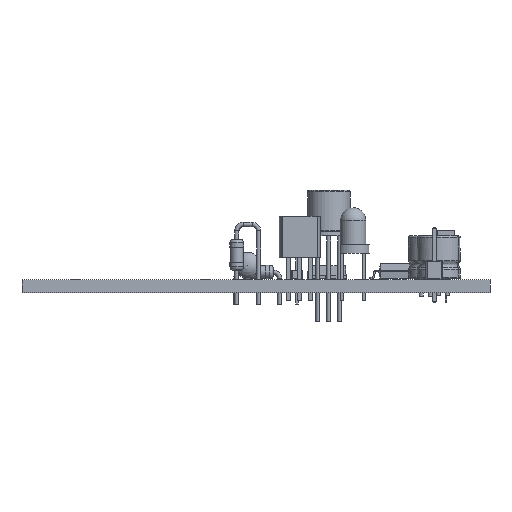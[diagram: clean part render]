
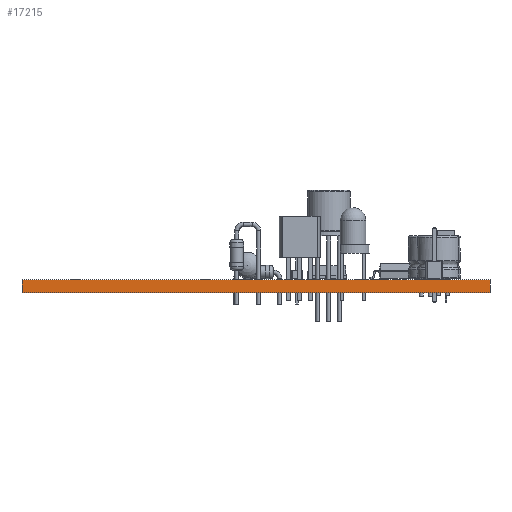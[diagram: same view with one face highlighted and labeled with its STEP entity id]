
A CAD part, front view. The second image highlights one B-rep face of the part: STEP entity #17215.
In plain terms, the highlighted planar face has unit normal (0, -1, 0).
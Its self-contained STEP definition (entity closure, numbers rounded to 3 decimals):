
#17215 = ADVANCED_FACE('',(#17216),#17250,.T.);
#17216 = FACE_BOUND('',#17217,.T.);
#17217 = EDGE_LOOP('',(#17218,#17228,#17236,#17244));
#17218 = ORIENTED_EDGE('',*,*,#17219,.T.);
#17219 = EDGE_CURVE('',#17220,#17222,#17224,.T.);
#17220 = VERTEX_POINT('',#17221);
#17221 = CARTESIAN_POINT('',(110.,-82.,0.));
#17222 = VERTEX_POINT('',#17223);
#17223 = CARTESIAN_POINT('',(110.,-82.,1.51));
#17224 = LINE('',#17225,#17226);
#17225 = CARTESIAN_POINT('',(110.,-82.,0.));
#17226 = VECTOR('',#17227,1.);
#17227 = DIRECTION('',(0.,0.,1.));
#17228 = ORIENTED_EDGE('',*,*,#17229,.T.);
#17229 = EDGE_CURVE('',#17222,#17230,#17232,.T.);
#17230 = VERTEX_POINT('',#17231);
#17231 = CARTESIAN_POINT('',(55.5,-82.,1.51));
#17232 = LINE('',#17233,#17234);
#17233 = CARTESIAN_POINT('',(110.,-82.,1.51));
#17234 = VECTOR('',#17235,1.);
#17235 = DIRECTION('',(-1.,0.,0.));
#17236 = ORIENTED_EDGE('',*,*,#17237,.F.);
#17237 = EDGE_CURVE('',#17238,#17230,#17240,.T.);
#17238 = VERTEX_POINT('',#17239);
#17239 = CARTESIAN_POINT('',(55.5,-82.,0.));
#17240 = LINE('',#17241,#17242);
#17241 = CARTESIAN_POINT('',(55.5,-82.,0.));
#17242 = VECTOR('',#17243,1.);
#17243 = DIRECTION('',(0.,0.,1.));
#17244 = ORIENTED_EDGE('',*,*,#17245,.F.);
#17245 = EDGE_CURVE('',#17220,#17238,#17246,.T.);
#17246 = LINE('',#17247,#17248);
#17247 = CARTESIAN_POINT('',(110.,-82.,0.));
#17248 = VECTOR('',#17249,1.);
#17249 = DIRECTION('',(-1.,0.,0.));
#17250 = PLANE('',#17251);
#17251 = AXIS2_PLACEMENT_3D('',#17252,#17253,#17254);
#17252 = CARTESIAN_POINT('',(110.,-82.,0.));
#17253 = DIRECTION('',(0.,-1.,0.));
#17254 = DIRECTION('',(-1.,0.,0.));
